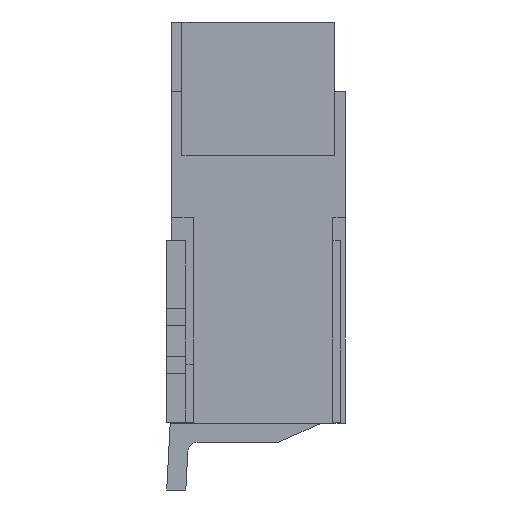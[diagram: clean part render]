
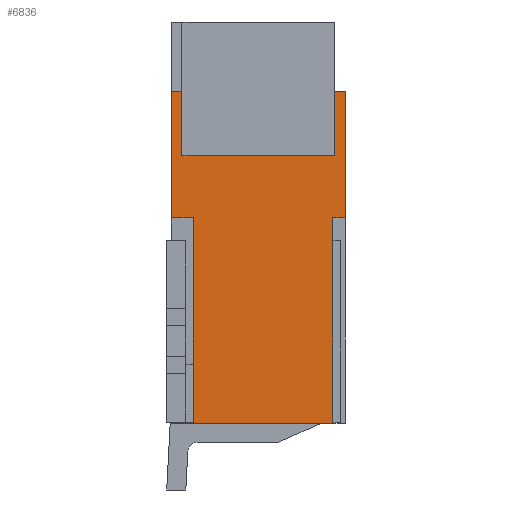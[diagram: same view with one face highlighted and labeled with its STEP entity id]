
A CAD part, left-side view. The second image highlights one B-rep face of the part: STEP entity #6836.
In plain terms, the highlighted planar face has unit normal (-1, 0, 0).
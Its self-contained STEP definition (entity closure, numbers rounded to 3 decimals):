
#777=DIRECTION('',(0.,0.,1.));
#778=VECTOR('',#777,2.15);
#779=CARTESIAN_POINT('',(0.,1.59,-4.2));
#780=LINE('',#779,#778);
#801=DIRECTION('',(0.,-1.,0.));
#802=VECTOR('',#801,0.23);
#803=CARTESIAN_POINT('',(0.,1.82,-2.05));
#804=LINE('',#803,#802);
#809=DIRECTION('',(0.,0.,-1.));
#810=VECTOR('',#809,1.32);
#811=CARTESIAN_POINT('',(0.,1.82,-0.73));
#812=LINE('',#811,#810);
#813=DIRECTION('',(0.,1.,0.));
#814=VECTOR('',#813,1.82);
#815=CARTESIAN_POINT('',(0.,0.,-0.73));
#816=LINE('',#815,#814);
#817=DIRECTION('',(0.,0.,1.));
#818=VECTOR('',#817,1.32);
#819=CARTESIAN_POINT('',(0.,0.,-2.05));
#820=LINE('',#819,#818);
#821=DIRECTION('',(0.,1.,0.));
#822=VECTOR('',#821,0.13);
#823=CARTESIAN_POINT('',(0.,0.,-2.05));
#824=LINE('',#823,#822);
#841=DIRECTION('',(0.,0.,-1.));
#842=VECTOR('',#841,2.15);
#843=CARTESIAN_POINT('',(0.,0.13,-2.05));
#844=LINE('',#843,#842);
#889=DIRECTION('',(0.,1.,0.));
#890=VECTOR('',#889,1.46);
#891=CARTESIAN_POINT('',(0.,0.13,-4.2));
#892=LINE('',#891,#890);
#4943=CARTESIAN_POINT('',(0.,0.,-0.73));
#4945=VERTEX_POINT('',#4943);
#4947=CARTESIAN_POINT('',(0.,0.,-2.05));
#4948=VERTEX_POINT('',#4947);
#4973=CARTESIAN_POINT('',(0.,1.82,-0.73));
#4975=VERTEX_POINT('',#4973);
#5003=CARTESIAN_POINT('',(0.,1.82,-2.05));
#5004=VERTEX_POINT('',#5003);
#5129=CARTESIAN_POINT('',(0.,0.13,-2.05));
#5130=VERTEX_POINT('',#5129);
#5131=CARTESIAN_POINT('',(0.,0.13,-4.2));
#5132=VERTEX_POINT('',#5131);
#5133=CARTESIAN_POINT('',(0.,1.59,-4.2));
#5134=VERTEX_POINT('',#5133);
#5135=CARTESIAN_POINT('',(0.,1.59,-2.05));
#5136=VERTEX_POINT('',#5135);
#6818=CARTESIAN_POINT('',(0.,0.91,-2.465));
#6819=DIRECTION('',(1.,0.,0.));
#6820=DIRECTION('',(0.,0.,1.));
#6821=AXIS2_PLACEMENT_3D('',#6818,#6819,#6820);
#6822=PLANE('',#6821);
#6824=ORIENTED_EDGE('',*,*,#6823,.T.);
#6826=ORIENTED_EDGE('',*,*,#6825,.T.);
#6828=ORIENTED_EDGE('',*,*,#6827,.T.);
#6829=ORIENTED_EDGE('',*,*,#6793,.T.);
#6830=ORIENTED_EDGE('',*,*,#6811,.F.);
#6831=ORIENTED_EDGE('',*,*,#6679,.F.);
#6832=ORIENTED_EDGE('',*,*,#5715,.F.);
#6833=ORIENTED_EDGE('',*,*,#5700,.F.);
#6834=EDGE_LOOP('',(#6824,#6826,#6828,#6829,#6830,#6831,#6832,#6833));
#6835=FACE_OUTER_BOUND('',#6834,.F.);
#6836=ADVANCED_FACE('',(#6835),#6822,.F.);
#5700=EDGE_CURVE('',#4948,#4945,#820,.T.);
#5715=EDGE_CURVE('',#4945,#4975,#816,.T.);
#6679=EDGE_CURVE('',#4975,#5004,#812,.T.);
#6793=EDGE_CURVE('',#5134,#5136,#780,.T.);
#6811=EDGE_CURVE('',#5004,#5136,#804,.T.);
#6823=EDGE_CURVE('',#4948,#5130,#824,.T.);
#6825=EDGE_CURVE('',#5130,#5132,#844,.T.);
#6827=EDGE_CURVE('',#5132,#5134,#892,.T.);
